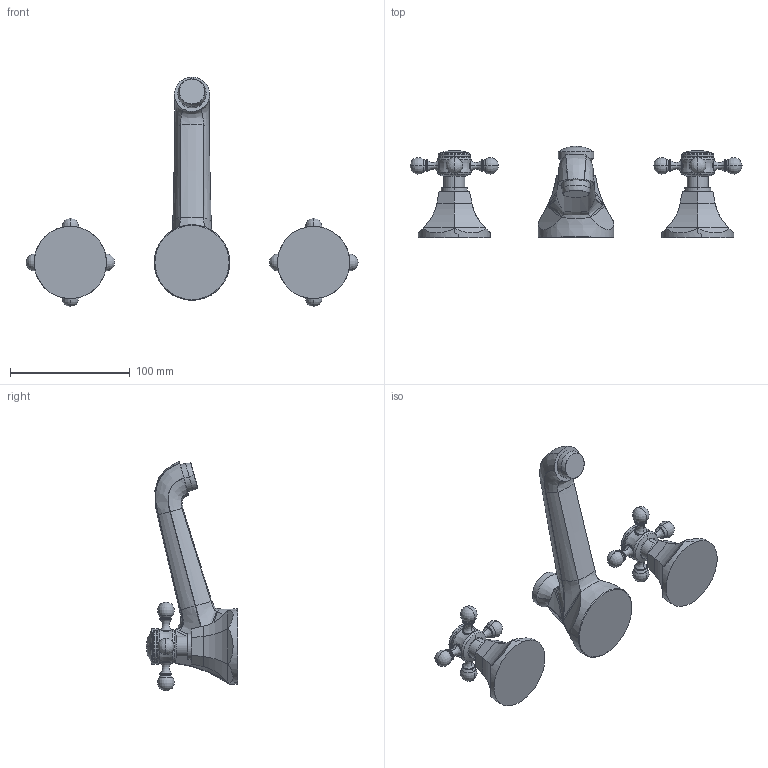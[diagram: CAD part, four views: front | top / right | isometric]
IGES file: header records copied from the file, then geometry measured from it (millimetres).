
Start section:  PTC IGES file: 1220.igs
Global section: file name: 1220.igs; native system: Creo Parametric by PTC Inc.; preprocessor: 2018400; author: jinson.thomas; organization: Unknown; date: 20201126.133931; units: inch
Bounding box: 277.24 x 76.33 x 191.72 mm (x, y, z)
Volume: 345254.8 mm3; surface area: 57699.5 mm2
Topology: 3 solids, 5 shells, 464 faces, 1106 edges, 656 vertices
Faces by surface type: revolution 289, bspline 167, extrusion 8
